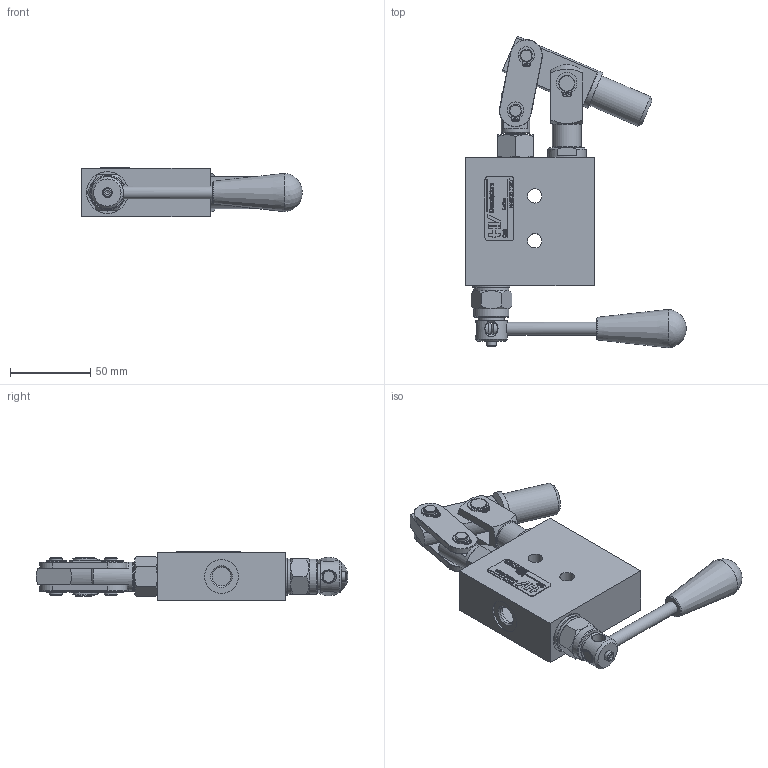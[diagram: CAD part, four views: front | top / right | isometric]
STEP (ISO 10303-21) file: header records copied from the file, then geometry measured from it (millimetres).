
FILE_DESCRIPTION((''),'2;1');
FILE_NAME('6064.0001.01.00 STEP.stp','2019-05-31T12:40:14',('Administrator'),(''),'Autodesk Inventor 2013','Autodesk Inventor 2013','');
FILE_SCHEMA(('CONFIG_CONTROL_DESIGN'));
Length unit declared in the file: millimetre
Products named in the file (1): 6064.0001.01.00 BLOCCATO
Bounding box: 137.42 x 194.21 x 30.7 mm (x, y, z)
Volume: 144637.1 mm3; surface area: 69902 mm2
Topology: 8 solids, 8 shells, 850 faces, 2203 edges, 1437 vertices
Faces by surface type: plane 472, bspline 154, cylinder 141, cone 62, torus 20, sphere 1
Full cylindrical faces by diameter (mm): 1.2 x8, 1.5 x4, 4.917 x1, 6 x1, 7.5 x1, 7.6 x4, 8 x13, 8.376 x2, 9 x2, 9.6 x2, 10 x5, 11 x1, 11.065 x1, 11.445 x2, 11.835 x1, 11.944 x1, 14 x1, 16 x4, 18 x2, 20 x2, 20.4 x1, 21 x2, 21.8 x2, 23 x1, 24 x2, 26 x1
Entity records: 26730 total; most frequent: CARTESIAN_POINT 6659, ORIENTED_EDGE 4070, DIRECTION 3422, EDGE_CURVE 2035, VERTEX_POINT 1383, VECTOR 1246, LINE 1246, EDGE_LOOP 1089
